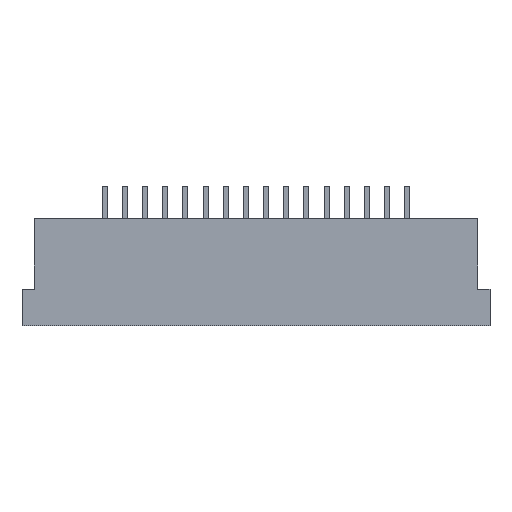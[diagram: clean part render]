
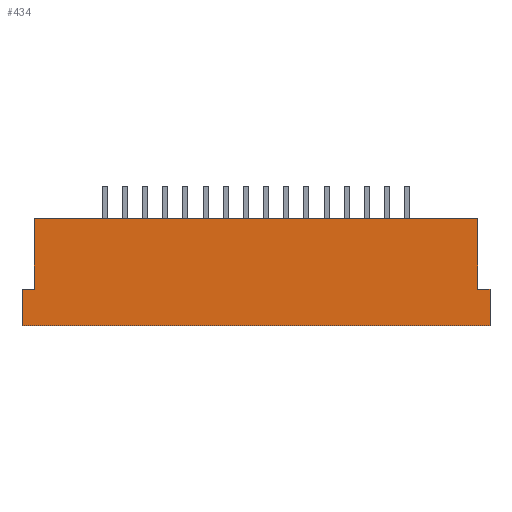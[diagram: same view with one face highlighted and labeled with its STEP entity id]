
A CAD part, top view. The second image highlights one B-rep face of the part: STEP entity #434.
In plain terms, the highlighted planar face has unit normal (0, 0, 1).
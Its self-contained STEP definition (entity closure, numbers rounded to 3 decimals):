
#32 = VERTEX_POINT('',#33);
#33 = CARTESIAN_POINT('',(-11.6,-4.3,2.5));
#39 = EDGE_CURVE('',#32,#40,#42,.T.);
#40 = VERTEX_POINT('',#41);
#41 = CARTESIAN_POINT('',(-11.6,-6.1,2.5));
#42 = LINE('',#43,#44);
#43 = CARTESIAN_POINT('',(-11.6,-0.8,2.5));
#44 = VECTOR('',#45,1.);
#45 = DIRECTION('',(0.,-1.,0.));
#381 = EDGE_CURVE('',#40,#382,#384,.T.);
#382 = VERTEX_POINT('',#383);
#383 = CARTESIAN_POINT('',(11.6,-6.1,2.5));
#384 = LINE('',#385,#386);
#385 = CARTESIAN_POINT('',(-11.6,-6.1,2.5));
#386 = VECTOR('',#387,1.);
#387 = DIRECTION('',(1.,0.,0.));
#434 = ADVANCED_FACE('',(#435),#485,.T.);
#435 = FACE_BOUND('',#436,.T.);
#436 = EDGE_LOOP('',(#437,#447,#453,#454,#455,#463,#471,#479));
#437 = ORIENTED_EDGE('',*,*,#438,.T.);
#438 = EDGE_CURVE('',#439,#441,#443,.T.);
#439 = VERTEX_POINT('',#440);
#440 = CARTESIAN_POINT('',(-11.,-0.8,2.5));
#441 = VERTEX_POINT('',#442);
#442 = CARTESIAN_POINT('',(-11.,-4.3,2.5));
#443 = LINE('',#444,#445);
#444 = CARTESIAN_POINT('',(-11.,-3.875,2.5));
#445 = VECTOR('',#446,1.);
#446 = DIRECTION('',(0.,-1.,0.));
#447 = ORIENTED_EDGE('',*,*,#448,.T.);
#448 = EDGE_CURVE('',#441,#32,#449,.T.);
#449 = LINE('',#450,#451);
#450 = CARTESIAN_POINT('',(-5.8,-4.3,2.5));
#451 = VECTOR('',#452,1.);
#452 = DIRECTION('',(-1.,0.,0.));
#453 = ORIENTED_EDGE('',*,*,#39,.T.);
#454 = ORIENTED_EDGE('',*,*,#381,.T.);
#455 = ORIENTED_EDGE('',*,*,#456,.T.);
#456 = EDGE_CURVE('',#382,#457,#459,.T.);
#457 = VERTEX_POINT('',#458);
#458 = CARTESIAN_POINT('',(11.6,-4.3,2.5));
#459 = LINE('',#460,#461);
#460 = CARTESIAN_POINT('',(11.6,-6.1,2.5));
#461 = VECTOR('',#462,1.);
#462 = DIRECTION('',(0.,1.,0.));
#463 = ORIENTED_EDGE('',*,*,#464,.F.);
#464 = EDGE_CURVE('',#465,#457,#467,.T.);
#465 = VERTEX_POINT('',#466);
#466 = CARTESIAN_POINT('',(11.,-4.3,2.5));
#467 = LINE('',#468,#469);
#468 = CARTESIAN_POINT('',(5.8,-4.3,2.5));
#469 = VECTOR('',#470,1.);
#470 = DIRECTION('',(1.,0.,0.));
#471 = ORIENTED_EDGE('',*,*,#472,.F.);
#472 = EDGE_CURVE('',#473,#465,#475,.T.);
#473 = VERTEX_POINT('',#474);
#474 = CARTESIAN_POINT('',(11.,-0.8,2.5));
#475 = LINE('',#476,#477);
#476 = CARTESIAN_POINT('',(11.,-3.875,2.5));
#477 = VECTOR('',#478,1.);
#478 = DIRECTION('',(0.,-1.,0.));
#479 = ORIENTED_EDGE('',*,*,#480,.T.);
#480 = EDGE_CURVE('',#473,#439,#481,.T.);
#481 = LINE('',#482,#483);
#482 = CARTESIAN_POINT('',(11.6,-0.8,2.5));
#483 = VECTOR('',#484,1.);
#484 = DIRECTION('',(-1.,0.,0.));
#485 = PLANE('',#486);
#486 = AXIS2_PLACEMENT_3D('',#487,#488,#489);
#487 = CARTESIAN_POINT('',(0.,-3.45,2.5));
#488 = DIRECTION('',(0.,0.,1.));
#489 = DIRECTION('',(1.,0.,0.));
